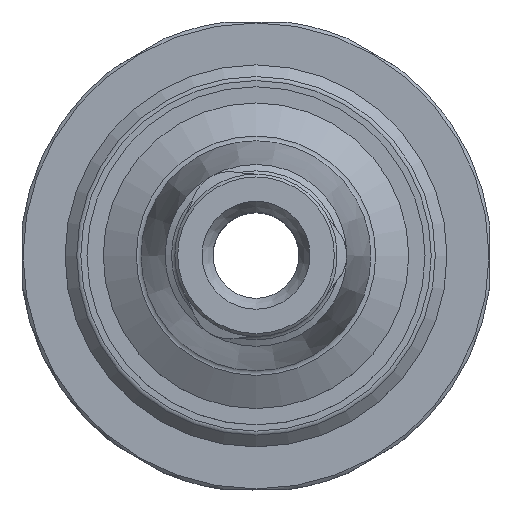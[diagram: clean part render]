
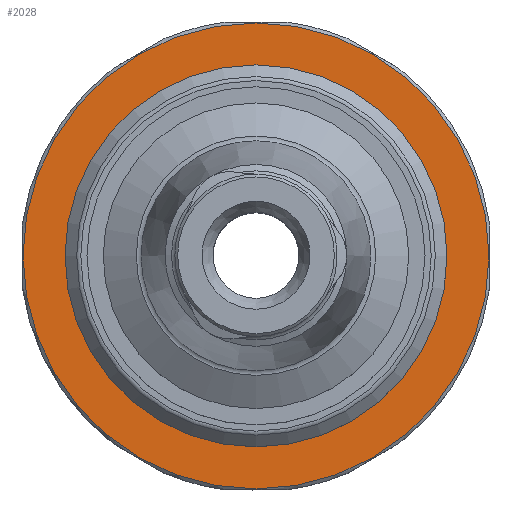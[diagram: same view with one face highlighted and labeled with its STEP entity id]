
A CAD part, top view. The second image highlights one B-rep face of the part: STEP entity #2028.
In plain terms, the highlighted planar face has unit normal (0, 0, 1).
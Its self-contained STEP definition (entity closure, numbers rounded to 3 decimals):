
#141=PLANE('',#2197);
#336=ORIENTED_EDGE('',*,*,#598,.F.);
#337=ORIENTED_EDGE('',*,*,#556,.T.);
#556=EDGE_CURVE('',#721,#721,#848,.T.);
#598=EDGE_CURVE('',#751,#751,#862,.T.);
#721=VERTEX_POINT('',#2832);
#751=VERTEX_POINT('',#2961);
#848=CIRCLE('',#2169,19.65);
#862=CIRCLE('',#2198,24.4);
#1001=EDGE_LOOP('',(#336));
#1002=EDGE_LOOP('',(#337));
#1172=FACE_BOUND('',#1001,.T.);
#1173=FACE_BOUND('',#1002,.T.);
#2028=ADVANCED_FACE('',(#1172,#1173),#141,.F.);
#2169=AXIS2_PLACEMENT_3D('',#2831,#2461,#2462);
#2197=AXIS2_PLACEMENT_3D('',#2959,#2531,#2532);
#2198=AXIS2_PLACEMENT_3D('',#2960,#2533,#2534);
#2461=DIRECTION('',(0.,0.,-1.));
#2462=DIRECTION('',(1.,0.,0.));
#2531=DIRECTION('',(0.,0.,-1.));
#2532=DIRECTION('',(1.,0.,0.));
#2533=DIRECTION('',(0.,0.,-1.));
#2534=DIRECTION('',(1.,0.,0.));
#2831=CARTESIAN_POINT('',(0.,0.,-1.));
#2832=CARTESIAN_POINT('',(19.65,0.,-1.));
#2959=CARTESIAN_POINT('',(19.65,0.,-1.));
#2960=CARTESIAN_POINT('',(0.,0.,-1.));
#2961=CARTESIAN_POINT('',(24.4,0.,-1.));
